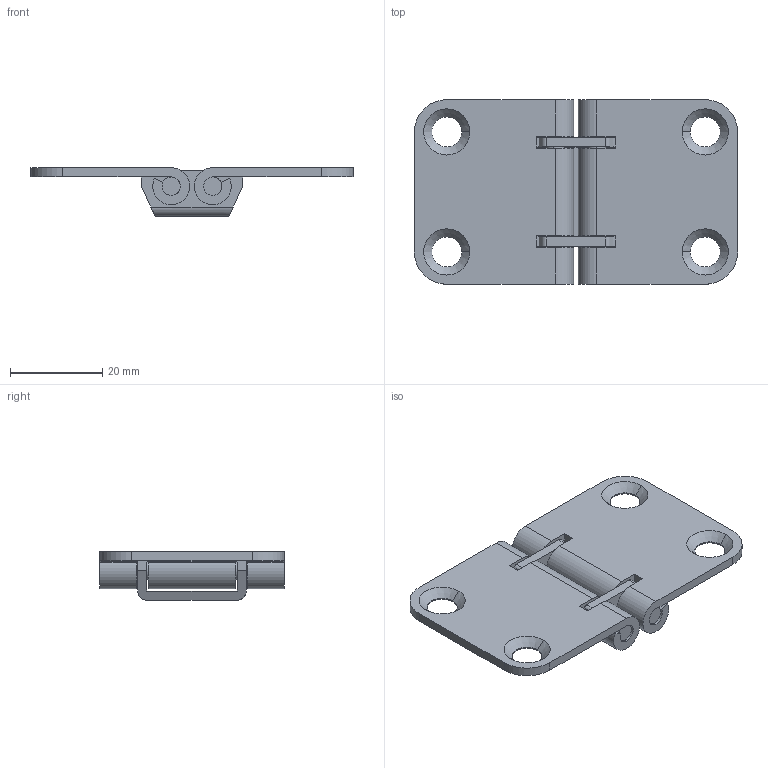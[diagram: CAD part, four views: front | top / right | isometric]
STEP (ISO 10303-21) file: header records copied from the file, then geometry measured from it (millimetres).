
FILE_DESCRIPTION (( 'STEP AP214' ), '1' );
FILE_NAME ('B-1013.STEP', '2017-05-01T04:27:17', ( '' ), ( '' ), 'SwSTEP 2.0', 'SolidWorks 2014', '' );
FILE_SCHEMA (( 'AUTOMOTIVE_DESIGN' ));
Length unit declared in the file: millimetre
Products named in the file (4): B-1013_羽根; B-1013_ストッパー; B-1013; B-1013_軸
Assembly tree (5 placements, depth 2):
  B-1013
    B-1013_ストッパー
    B-1013_羽根  x2
    B-1013_軸  x2
Bounding box: 70 x 40 x 10.5 mm (x, y, z)
Volume: 8731.4 mm3; surface area: 10349.1 mm2
Topology: 5 solids, 5 shells, 116 faces, 310 edges, 204 vertices
Faces by surface type: cylinder 54, plane 54, cone 8
Entity records: 2600 total; most frequent: DIRECTION 438, CARTESIAN_POINT 438, ORIENTED_EDGE 412, EDGE_CURVE 206, AXIS2_PLACEMENT_3D 152, VERTEX_POINT 136, VECTOR 134, LINE 134
